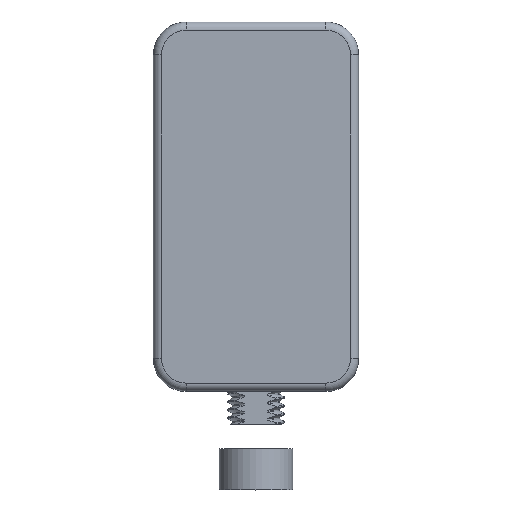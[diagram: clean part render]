
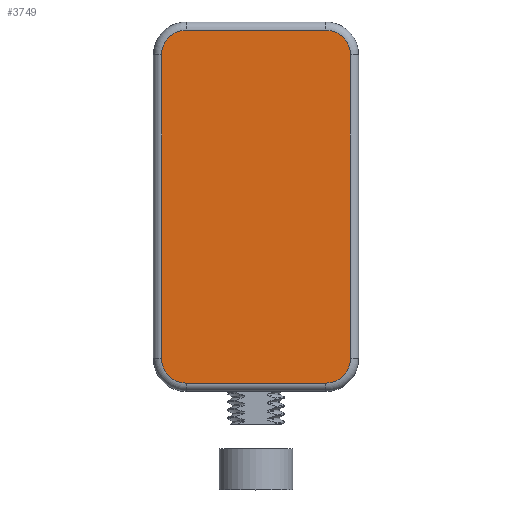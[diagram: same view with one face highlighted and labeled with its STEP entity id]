
A CAD part, top view. The second image highlights one B-rep face of the part: STEP entity #3749.
In plain terms, the highlighted planar face has unit normal (0, 0, 1).
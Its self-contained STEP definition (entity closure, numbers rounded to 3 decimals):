
#273=CIRCLE('',#3986,3.);
#277=CIRCLE('',#3992,3.);
#281=CIRCLE('',#3998,3.);
#284=CIRCLE('',#4003,3.);
#489=FACE_OUTER_BOUND('',#697,.T.);
#697=EDGE_LOOP('',(#2970,#2971,#2972,#2973,#2974,#2975,#2976,#2977));
#951=LINE('',#6329,#1274);
#952=LINE('',#6340,#1275);
#954=LINE('',#6352,#1277);
#956=LINE('',#6364,#1279);
#1274=VECTOR('',#4500,10.);
#1275=VECTOR('',#4513,10.);
#1277=VECTOR('',#4527,10.);
#1279=VECTOR('',#4541,10.);
#1625=VERTEX_POINT('',#6322);
#1628=VERTEX_POINT('',#6327);
#1630=VERTEX_POINT('',#6332);
#1632=VERTEX_POINT('',#6338);
#1634=VERTEX_POINT('',#6344);
#1636=VERTEX_POINT('',#6350);
#1638=VERTEX_POINT('',#6356);
#1640=VERTEX_POINT('',#6362);
#2091=EDGE_CURVE('',#1628,#1625,#951,.T.);
#2093=EDGE_CURVE('',#1630,#1628,#273,.T.);
#2096=EDGE_CURVE('',#1632,#1630,#952,.T.);
#2099=EDGE_CURVE('',#1634,#1632,#277,.T.);
#2102=EDGE_CURVE('',#1636,#1634,#954,.T.);
#2105=EDGE_CURVE('',#1638,#1636,#281,.T.);
#2108=EDGE_CURVE('',#1640,#1638,#956,.T.);
#2110=EDGE_CURVE('',#1625,#1640,#284,.T.);
#2970=ORIENTED_EDGE('',*,*,#2091,.F.);
#2971=ORIENTED_EDGE('',*,*,#2093,.F.);
#2972=ORIENTED_EDGE('',*,*,#2096,.F.);
#2973=ORIENTED_EDGE('',*,*,#2099,.F.);
#2974=ORIENTED_EDGE('',*,*,#2102,.F.);
#2975=ORIENTED_EDGE('',*,*,#2105,.F.);
#2976=ORIENTED_EDGE('',*,*,#2108,.F.);
#2977=ORIENTED_EDGE('',*,*,#2110,.F.);
#3598=PLANE('',#4011);
#3749=ADVANCED_FACE('',(#489),#3598,.T.);
#3986=AXIS2_PLACEMENT_3D('',#6334,#4505,#4506);
#3992=AXIS2_PLACEMENT_3D('',#6346,#4519,#4520);
#3998=AXIS2_PLACEMENT_3D('',#6358,#4533,#4534);
#4003=AXIS2_PLACEMENT_3D('',#6367,#4545,#4546);
#4011=AXIS2_PLACEMENT_3D('',#6395,#4572,#4573);
#4500=DIRECTION('',(1.,0.,0.));
#4505=DIRECTION('center_axis',(0.,0.,-1.));
#4506=DIRECTION('ref_axis',(-0.707,0.707,0.));
#4513=DIRECTION('',(0.,1.,0.));
#4519=DIRECTION('center_axis',(0.,0.,-1.));
#4520=DIRECTION('ref_axis',(-0.707,-0.707,0.));
#4527=DIRECTION('',(-1.,0.,0.));
#4533=DIRECTION('center_axis',(0.,0.,-1.));
#4534=DIRECTION('ref_axis',(0.707,-0.707,0.));
#4541=DIRECTION('',(0.,-1.,0.));
#4545=DIRECTION('center_axis',(0.,0.,-1.));
#4546=DIRECTION('ref_axis',(0.707,0.707,0.));
#4572=DIRECTION('center_axis',(0.,0.,1.));
#4573=DIRECTION('ref_axis',(1.,0.,0.));
#6322=CARTESIAN_POINT('',(8.5,21.5,12.));
#6327=CARTESIAN_POINT('',(-8.5,21.5,12.));
#6329=CARTESIAN_POINT('',(6.25,21.5,12.));
#6332=CARTESIAN_POINT('',(-11.5,18.5,12.));
#6334=CARTESIAN_POINT('Origin',(-8.5,18.5,12.));
#6338=CARTESIAN_POINT('',(-11.5,-18.5,12.));
#6340=CARTESIAN_POINT('',(-11.5,11.25,12.));
#6344=CARTESIAN_POINT('',(-8.5,-21.5,12.));
#6346=CARTESIAN_POINT('Origin',(-8.5,-18.5,12.));
#6350=CARTESIAN_POINT('',(8.5,-21.5,12.));
#6352=CARTESIAN_POINT('',(-6.25,-21.5,12.));
#6356=CARTESIAN_POINT('',(11.5,-18.5,12.));
#6358=CARTESIAN_POINT('Origin',(8.5,-18.5,12.));
#6362=CARTESIAN_POINT('',(11.5,18.5,12.));
#6364=CARTESIAN_POINT('',(11.5,-11.25,12.));
#6367=CARTESIAN_POINT('Origin',(8.5,18.5,12.));
#6395=CARTESIAN_POINT('Origin',(0.,0.,12.));
